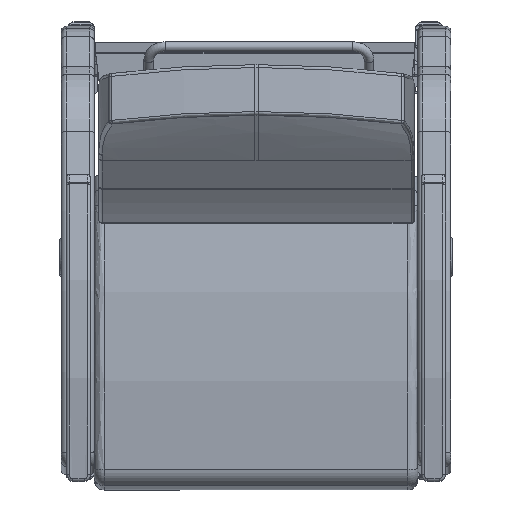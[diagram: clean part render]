
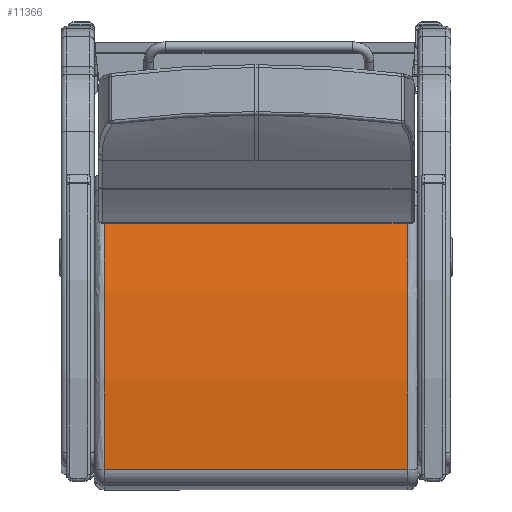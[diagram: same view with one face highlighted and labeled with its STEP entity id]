
A CAD part, front view. The second image highlights one B-rep face of the part: STEP entity #11366.
In plain terms, the highlighted free-form (B-spline) face has degree [1, 2] with [2, 3] control points.
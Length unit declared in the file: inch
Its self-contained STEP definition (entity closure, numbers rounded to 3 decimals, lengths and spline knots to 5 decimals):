
#298=(
BOUNDED_SURFACE()
B_SPLINE_SURFACE(1,2,((#30698,#30699,#30700),(#30701,#30702,#30703)),
 .UNSPECIFIED.,.F.,.F.,.F.)
B_SPLINE_SURFACE_WITH_KNOTS((2,2),(3,3),(-0.19254,0.19254),
(1.36178,1.69928),.UNSPECIFIED.)
GEOMETRIC_REPRESENTATION_ITEM()
RATIONAL_B_SPLINE_SURFACE(((1.,0.986,1.),(1.,0.986,
1.)))
REPRESENTATION_ITEM('')
SURFACE()
);
#710=ELLIPSE('',#12550,60.05357,60.);
#720=ELLIPSE('',#12578,60.05357,60.);
#1295=LINE('',#30696,#1976);
#1296=LINE('',#30705,#1977);
#1976=VECTOR('',#14656,0.3937);
#1977=VECTOR('',#14659,0.3937);
#2692=FACE_OUTER_BOUND('',#3483,.T.);
#3483=EDGE_LOOP('',(#8564,#8565,#8566,#8567));
#5308=VERTEX_POINT('',#30488);
#5309=VERTEX_POINT('',#30489);
#5334=VERTEX_POINT('',#30695);
#5335=VERTEX_POINT('',#30704);
#6503=EDGE_CURVE('',#5308,#5309,#710,.T.);
#6541=EDGE_CURVE('',#5309,#5334,#1295,.T.);
#6543=EDGE_CURVE('',#5308,#5335,#1296,.T.);
#6544=EDGE_CURVE('',#5334,#5335,#720,.T.);
#8564=ORIENTED_EDGE('',*,*,#6503,.F.);
#8565=ORIENTED_EDGE('',*,*,#6543,.T.);
#8566=ORIENTED_EDGE('',*,*,#6544,.F.);
#8567=ORIENTED_EDGE('',*,*,#6541,.F.);
#11366=ADVANCED_FACE('',(#2692),#298,.F.);
#12550=AXIS2_PLACEMENT_3D('',#30490,#14588,#14589);
#12578=AXIS2_PLACEMENT_3D('',#30706,#14660,#14661);
#14588=DIRECTION('center_axis',(0.,0.,-1.));
#14589=DIRECTION('ref_axis',(1.,0.,0.));
#14656=DIRECTION('',(0.,0.,1.));
#14659=DIRECTION('',(0.,0.,1.));
#14660=DIRECTION('center_axis',(0.,0.,1.));
#14661=DIRECTION('ref_axis',(1.,0.,0.));
#30488=CARTESIAN_POINT('',(-10.04459,1.25621,-11.5625));
#30489=CARTESIAN_POINT('',(10.1114,0.44486,-11.5625));
#30490=CARTESIAN_POINT('Origin',(-2.34979,-58.24922,-11.5625));
#30695=CARTESIAN_POINT('',(10.1114,0.44486,11.5625));
#30696=CARTESIAN_POINT('',(10.1114,0.44486,0.));
#30698=CARTESIAN_POINT('Ctrl Pts',(10.1114,0.44486,-11.5625));
#30699=CARTESIAN_POINT('Ctrl Pts',(0.10258,2.56602,-11.5625));
#30700=CARTESIAN_POINT('Ctrl Pts',(-10.04459,1.25621,-11.5625));
#30701=CARTESIAN_POINT('Ctrl Pts',(10.1114,0.44486,11.5625));
#30702=CARTESIAN_POINT('Ctrl Pts',(0.10258,2.56602,11.5625));
#30703=CARTESIAN_POINT('Ctrl Pts',(-10.04459,1.25621,11.5625));
#30704=CARTESIAN_POINT('',(-10.04459,1.25621,11.5625));
#30705=CARTESIAN_POINT('',(-10.04459,1.25621,0.));
#30706=CARTESIAN_POINT('Origin',(-2.34979,-58.24922,11.5625));
